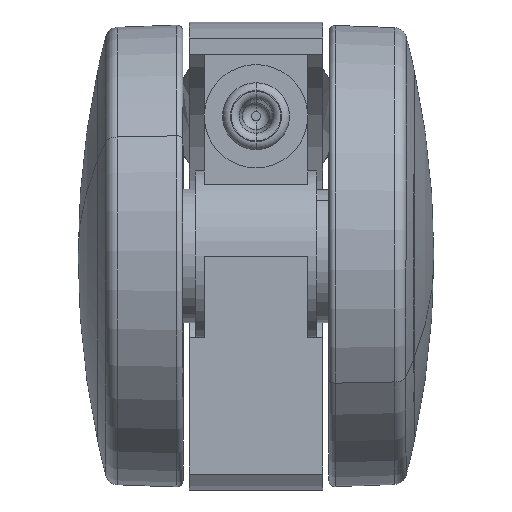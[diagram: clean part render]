
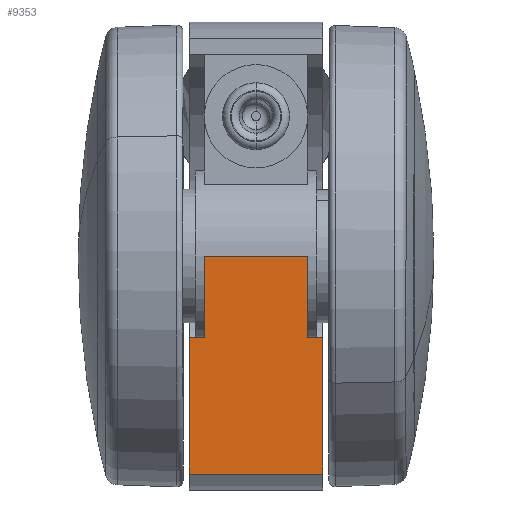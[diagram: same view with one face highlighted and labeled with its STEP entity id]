
A CAD part, front view. The second image highlights one B-rep face of the part: STEP entity #9353.
In plain terms, the highlighted planar face has unit normal (0, -1, 0).
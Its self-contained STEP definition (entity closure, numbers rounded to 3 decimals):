
#194 = CARTESIAN_POINT ( 'NONE',  ( -11., -14., -35.864 ) ) ;
#345 = VECTOR ( 'NONE', #9243, 1000. ) ;
#687 = CARTESIAN_POINT ( 'NONE',  ( 11., -14., -13.364 ) ) ;
#860 = CARTESIAN_POINT ( 'NONE',  ( 13.501, -14., 0. ) ) ;
#868 = CARTESIAN_POINT ( 'NONE',  ( 11., -14., -35.864 ) ) ;
#939 = VERTEX_POINT ( 'NONE', #194 ) ;
#991 = LINE ( 'NONE', #4130, #1342 ) ;
#1022 = EDGE_CURVE ( 'NONE', #1306, #10006, #3905, .T. ) ;
#1240 = AXIS2_PLACEMENT_3D ( 'NONE', #10054, #3010, #6159 ) ;
#1306 = VERTEX_POINT ( 'NONE', #8907 ) ;
#1342 = VECTOR ( 'NONE', #7274, 1000. ) ;
#1535 = EDGE_LOOP ( 'NONE', ( #3514, #9833, #7474, #4944, #5014, #8903, #3061, #2705 ) ) ;
#1804 = CARTESIAN_POINT ( 'NONE',  ( 11., -14., -13.364 ) ) ;
#2256 = DIRECTION ( 'NONE',  ( 0., 0., 1. ) ) ;
#2310 = CARTESIAN_POINT ( 'NONE',  ( 11., -14., -35.864 ) ) ;
#2514 = CARTESIAN_POINT ( 'NONE',  ( 8.5, -14., -35.864 ) ) ;
#2686 = LINE ( 'NONE', #5826, #6350 ) ;
#2705 = ORIENTED_EDGE ( 'NONE', *, *, #7706, .F. ) ;
#2756 = VERTEX_POINT ( 'NONE', #7345 ) ;
#2966 = LINE ( 'NONE', #6120, #345 ) ;
#3010 = DIRECTION ( 'NONE',  ( 0., 1., 0. ) ) ;
#3061 = ORIENTED_EDGE ( 'NONE', *, *, #6793, .T. ) ;
#3490 = VECTOR ( 'NONE', #4007, 1000. ) ;
#3514 = ORIENTED_EDGE ( 'NONE', *, *, #3675, .F. ) ;
#3675 = EDGE_CURVE ( 'NONE', #9401, #9167, #7925, .T. ) ;
#3777 = FACE_OUTER_BOUND ( 'NONE', #1535, .T. ) ;
#3905 = LINE ( 'NONE', #2514, #5344 ) ;
#4002 = DIRECTION ( 'NONE',  ( -1., 0., 0. ) ) ;
#4007 = DIRECTION ( 'NONE',  ( 0., 0., -1. ) ) ;
#4077 = VERTEX_POINT ( 'NONE', #5535 ) ;
#4130 = CARTESIAN_POINT ( 'NONE',  ( 11., -14., -35.864 ) ) ;
#4476 = VECTOR ( 'NONE', #2256, 1000. ) ;
#4905 = CARTESIAN_POINT ( 'NONE',  ( -8.5, -14., 0. ) ) ;
#4942 = DIRECTION ( 'NONE',  ( -1., 0., 0. ) ) ;
#4944 = ORIENTED_EDGE ( 'NONE', *, *, #4997, .T. ) ;
#4997 = EDGE_CURVE ( 'NONE', #1306, #5740, #7920, .T. ) ;
#5014 = ORIENTED_EDGE ( 'NONE', *, *, #9098, .F. ) ;
#5344 = VECTOR ( 'NONE', #9555, 1000. ) ;
#5535 = CARTESIAN_POINT ( 'NONE',  ( -11., -14., -13.364 ) ) ;
#5641 = VECTOR ( 'NONE', #4942, 1000. ) ;
#5740 = VERTEX_POINT ( 'NONE', #4905 ) ;
#5826 = CARTESIAN_POINT ( 'NONE',  ( 11., -14., -13.364 ) ) ;
#6120 = CARTESIAN_POINT ( 'NONE',  ( -11., -14., -35.864 ) ) ;
#6159 = DIRECTION ( 'NONE',  ( 0., 0., 1. ) ) ;
#6169 = LINE ( 'NONE', #9295, #4476 ) ;
#6350 = VECTOR ( 'NONE', #8955, 1000. ) ;
#6496 = LINE ( 'NONE', #1804, #5641 ) ;
#6793 = EDGE_CURVE ( 'NONE', #4077, #939, #2966, .T. ) ;
#6923 = PLANE ( 'NONE',  #1240 ) ;
#6962 = CARTESIAN_POINT ( 'NONE',  ( 8.5, -14., -13.364 ) ) ;
#7274 = DIRECTION ( 'NONE',  ( -1., 0., 0. ) ) ;
#7345 = CARTESIAN_POINT ( 'NONE',  ( -8.5, -14., -13.364 ) ) ;
#7474 = ORIENTED_EDGE ( 'NONE', *, *, #1022, .F. ) ;
#7706 = EDGE_CURVE ( 'NONE', #9167, #939, #991, .T. ) ;
#7920 = LINE ( 'NONE', #860, #7956 ) ;
#7925 = LINE ( 'NONE', #868, #3490 ) ;
#7956 = VECTOR ( 'NONE', #4002, 1000. ) ;
#8516 = EDGE_CURVE ( 'NONE', #9401, #10006, #6496, .T. ) ;
#8903 = ORIENTED_EDGE ( 'NONE', *, *, #9901, .T. ) ;
#8907 = CARTESIAN_POINT ( 'NONE',  ( 8.5, -14., 0. ) ) ;
#8955 = DIRECTION ( 'NONE',  ( -1., 0., 0. ) ) ;
#9098 = EDGE_CURVE ( 'NONE', #2756, #5740, #6169, .T. ) ;
#9167 = VERTEX_POINT ( 'NONE', #2310 ) ;
#9243 = DIRECTION ( 'NONE',  ( 0., 0., -1. ) ) ;
#9295 = CARTESIAN_POINT ( 'NONE',  ( -8.5, -14., -35.864 ) ) ;
#9353 = ADVANCED_FACE ( 'NONE', ( #3777 ), #6923, .F. ) ;
#9401 = VERTEX_POINT ( 'NONE', #687 ) ;
#9555 = DIRECTION ( 'NONE',  ( 0., 0., -1. ) ) ;
#9833 = ORIENTED_EDGE ( 'NONE', *, *, #8516, .T. ) ;
#9901 = EDGE_CURVE ( 'NONE', #2756, #4077, #2686, .T. ) ;
#10006 = VERTEX_POINT ( 'NONE', #6962 ) ;
#10054 = CARTESIAN_POINT ( 'NONE',  ( 11., -14., -35.864 ) ) ;
